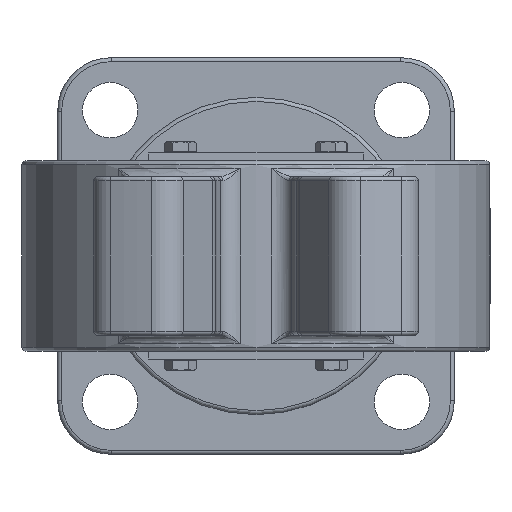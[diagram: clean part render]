
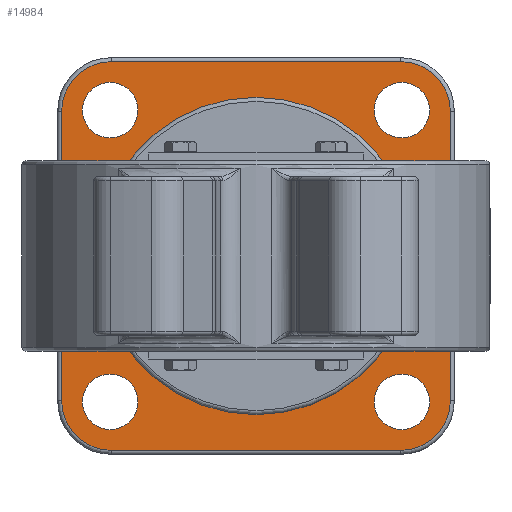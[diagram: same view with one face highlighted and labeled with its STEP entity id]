
A CAD part, front view. The second image highlights one B-rep face of the part: STEP entity #14984.
In plain terms, the highlighted planar face has unit normal (0, -1, 0).
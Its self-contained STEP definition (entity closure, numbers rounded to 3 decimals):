
#271=FACE_BOUND('',#2565,.T.);
#272=FACE_BOUND('',#2566,.T.);
#273=FACE_BOUND('',#2567,.T.);
#274=FACE_BOUND('',#2568,.T.);
#275=FACE_BOUND('',#2569,.T.);
#476=PLANE('',#16904);
#1644=FACE_OUTER_BOUND('',#2564,.T.);
#2564=EDGE_LOOP('',(#12613,#12614,#12615,#12616,#12617,#12618,#12619,#12620));
#2565=EDGE_LOOP('',(#12621));
#2566=EDGE_LOOP('',(#12622));
#2567=EDGE_LOOP('',(#12623));
#2568=EDGE_LOOP('',(#12624));
#2569=EDGE_LOOP('',(#12625));
#3575=CIRCLE('',#16873,40.);
#3579=CIRCLE('',#16878,12.5);
#3582=CIRCLE('',#16883,12.5);
#3586=CIRCLE('',#16889,12.5);
#3590=CIRCLE('',#16895,12.5);
#3594=CIRCLE('',#16905,7.);
#3595=CIRCLE('',#16906,7.);
#3596=CIRCLE('',#16907,7.);
#3597=CIRCLE('',#16908,7.);
#4496=LINE('',#27360,#5421);
#4498=LINE('',#27372,#5423);
#4500=LINE('',#27384,#5425);
#4502=LINE('',#27393,#5427);
#5421=VECTOR('',#21238,10.);
#5423=VECTOR('',#21252,10.);
#5425=VECTOR('',#21266,10.);
#5427=VECTOR('',#21278,10.);
#6624=VERTEX_POINT('',#27344);
#6625=VERTEX_POINT('',#27348);
#6628=VERTEX_POINT('',#27353);
#6630=VERTEX_POINT('',#27358);
#6632=VERTEX_POINT('',#27364);
#6634=VERTEX_POINT('',#27370);
#6636=VERTEX_POINT('',#27376);
#6638=VERTEX_POINT('',#27382);
#6640=VERTEX_POINT('',#27388);
#6646=VERTEX_POINT('',#27414);
#6647=VERTEX_POINT('',#27416);
#6648=VERTEX_POINT('',#27418);
#6649=VERTEX_POINT('',#27420);
#8622=EDGE_CURVE('',#6624,#6624,#3575,.T.);
#8626=EDGE_CURVE('',#6628,#6625,#3579,.T.);
#8628=EDGE_CURVE('',#6630,#6628,#4496,.T.);
#8631=EDGE_CURVE('',#6632,#6630,#3582,.T.);
#8634=EDGE_CURVE('',#6634,#6632,#4498,.T.);
#8637=EDGE_CURVE('',#6636,#6634,#3586,.T.);
#8640=EDGE_CURVE('',#6638,#6636,#4500,.T.);
#8643=EDGE_CURVE('',#6640,#6638,#3590,.T.);
#8645=EDGE_CURVE('',#6625,#6640,#4502,.T.);
#8656=EDGE_CURVE('',#6646,#6646,#3594,.T.);
#8657=EDGE_CURVE('',#6647,#6647,#3595,.T.);
#8658=EDGE_CURVE('',#6648,#6648,#3596,.T.);
#8659=EDGE_CURVE('',#6649,#6649,#3597,.T.);
#12613=ORIENTED_EDGE('',*,*,#8626,.F.);
#12614=ORIENTED_EDGE('',*,*,#8628,.F.);
#12615=ORIENTED_EDGE('',*,*,#8631,.F.);
#12616=ORIENTED_EDGE('',*,*,#8634,.F.);
#12617=ORIENTED_EDGE('',*,*,#8637,.F.);
#12618=ORIENTED_EDGE('',*,*,#8640,.F.);
#12619=ORIENTED_EDGE('',*,*,#8643,.F.);
#12620=ORIENTED_EDGE('',*,*,#8645,.F.);
#12621=ORIENTED_EDGE('',*,*,#8656,.T.);
#12622=ORIENTED_EDGE('',*,*,#8657,.T.);
#12623=ORIENTED_EDGE('',*,*,#8658,.T.);
#12624=ORIENTED_EDGE('',*,*,#8659,.T.);
#12625=ORIENTED_EDGE('',*,*,#8622,.T.);
#14984=ADVANCED_FACE('',(#1644,#271,#272,#273,#274,#275),#476,.T.);
#16873=AXIS2_PLACEMENT_3D('',#27346,#21222,#21223);
#16878=AXIS2_PLACEMENT_3D('',#27355,#21232,#21233);
#16883=AXIS2_PLACEMENT_3D('',#27366,#21244,#21245);
#16889=AXIS2_PLACEMENT_3D('',#27378,#21258,#21259);
#16895=AXIS2_PLACEMENT_3D('',#27390,#21272,#21273);
#16904=AXIS2_PLACEMENT_3D('',#27413,#21299,#21300);
#16905=AXIS2_PLACEMENT_3D('',#27415,#21301,#21302);
#16906=AXIS2_PLACEMENT_3D('',#27417,#21303,#21304);
#16907=AXIS2_PLACEMENT_3D('',#27419,#21305,#21306);
#16908=AXIS2_PLACEMENT_3D('',#27421,#21307,#21308);
#21222=DIRECTION('center_axis',(0.,1.,0.));
#21223=DIRECTION('ref_axis',(1.,0.,0.));
#21232=DIRECTION('center_axis',(0.,1.,0.));
#21233=DIRECTION('ref_axis',(-0.707,0.,0.707));
#21238=DIRECTION('',(0.,0.,1.));
#21244=DIRECTION('center_axis',(0.,1.,0.));
#21245=DIRECTION('ref_axis',(-0.707,0.,-0.707));
#21252=DIRECTION('',(-1.,0.,0.));
#21258=DIRECTION('center_axis',(0.,1.,0.));
#21259=DIRECTION('ref_axis',(0.707,0.,-0.707));
#21266=DIRECTION('',(0.,0.,-1.));
#21272=DIRECTION('center_axis',(0.,1.,0.));
#21273=DIRECTION('ref_axis',(0.707,0.,0.707));
#21278=DIRECTION('',(1.,0.,0.));
#21299=DIRECTION('center_axis',(0.,-1.,0.));
#21300=DIRECTION('ref_axis',(0.,0.,-1.));
#21301=DIRECTION('center_axis',(0.,1.,0.));
#21302=DIRECTION('ref_axis',(-1.,0.,0.));
#21303=DIRECTION('center_axis',(0.,1.,0.));
#21304=DIRECTION('ref_axis',(-1.,0.,0.));
#21305=DIRECTION('center_axis',(0.,1.,0.));
#21306=DIRECTION('ref_axis',(-1.,0.,0.));
#21307=DIRECTION('center_axis',(0.,1.,0.));
#21308=DIRECTION('ref_axis',(-1.,0.,0.));
#27344=CARTESIAN_POINT('',(-40.,-11.,0.));
#27346=CARTESIAN_POINT('Origin',(0.,-11.,0.));
#27348=CARTESIAN_POINT('',(-36.5,-11.,49.));
#27353=CARTESIAN_POINT('',(-49.,-11.,36.5));
#27355=CARTESIAN_POINT('Origin',(-36.5,-11.,36.5));
#27358=CARTESIAN_POINT('',(-49.,-11.,-36.5));
#27360=CARTESIAN_POINT('',(-49.,-11.,-18.25));
#27364=CARTESIAN_POINT('',(-36.5,-11.,-49.));
#27366=CARTESIAN_POINT('Origin',(-36.5,-11.,-36.5));
#27370=CARTESIAN_POINT('',(36.5,-11.,-49.));
#27372=CARTESIAN_POINT('',(18.25,-11.,-49.));
#27376=CARTESIAN_POINT('',(49.,-11.,-36.5));
#27378=CARTESIAN_POINT('Origin',(36.5,-11.,-36.5));
#27382=CARTESIAN_POINT('',(49.,-11.,36.5));
#27384=CARTESIAN_POINT('',(49.,-11.,18.25));
#27388=CARTESIAN_POINT('',(36.5,-11.,49.));
#27390=CARTESIAN_POINT('Origin',(36.5,-11.,36.5));
#27393=CARTESIAN_POINT('',(-18.25,-11.,49.));
#27413=CARTESIAN_POINT('Origin',(0.,-11.,0.));
#27414=CARTESIAN_POINT('',(29.77,-11.,36.77));
#27415=CARTESIAN_POINT('Origin',(36.77,-11.,36.77));
#27416=CARTESIAN_POINT('',(-43.77,-11.,36.77));
#27417=CARTESIAN_POINT('Origin',(-36.77,-11.,36.77));
#27418=CARTESIAN_POINT('',(-43.77,-11.,-36.77));
#27419=CARTESIAN_POINT('Origin',(-36.77,-11.,-36.77));
#27420=CARTESIAN_POINT('',(29.77,-11.,-36.77));
#27421=CARTESIAN_POINT('Origin',(36.77,-11.,-36.77));
